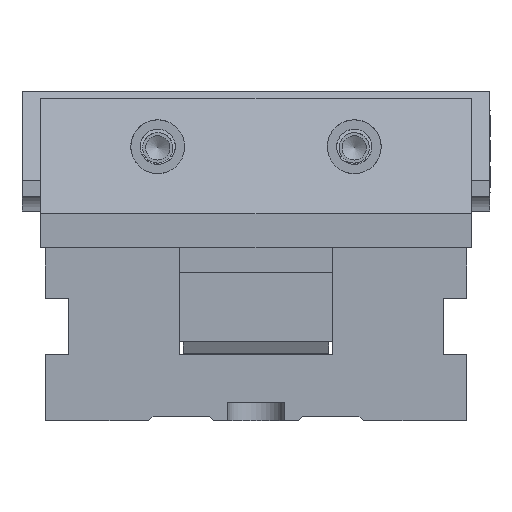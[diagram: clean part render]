
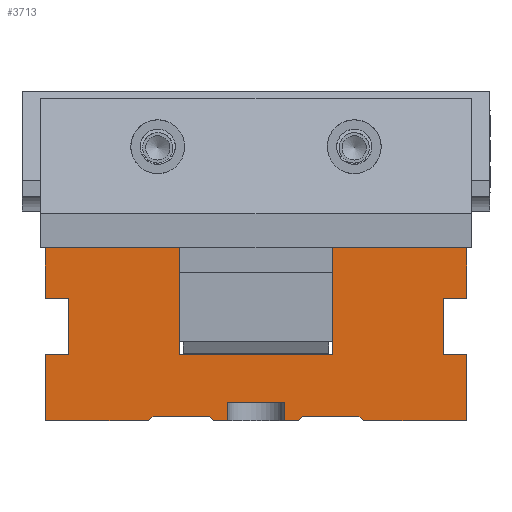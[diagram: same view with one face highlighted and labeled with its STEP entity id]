
A CAD part, left-side view. The second image highlights one B-rep face of the part: STEP entity #3713.
In plain terms, the highlighted planar face has unit normal (-1, 0, 0).
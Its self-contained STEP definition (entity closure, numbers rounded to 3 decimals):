
#3713=ADVANCED_FACE('',(#4373),#4118,.T.);
#4118=PLANE('',#10053);
#4373=FACE_OUTER_BOUND('',#4654,.T.);
#4654=EDGE_LOOP('',(#5280,#5281,#5282,#5283,#5284,#5285,#5286,#5287,#5288,
#5289,#5290,#5291,#5292,#5293,#5294,#5295,#5296,#5297,#5298,#5299,#5300,
#5301,#5302,#5303,#5304,#5305,#5306,#5307));
#5280=ORIENTED_EDGE('',*,*,#7838,.F.);
#5281=ORIENTED_EDGE('',*,*,#7779,.T.);
#5282=ORIENTED_EDGE('',*,*,#7839,.F.);
#5283=ORIENTED_EDGE('',*,*,#7840,.F.);
#5284=ORIENTED_EDGE('',*,*,#7841,.F.);
#5285=ORIENTED_EDGE('',*,*,#7775,.T.);
#5286=ORIENTED_EDGE('',*,*,#7842,.F.);
#5287=ORIENTED_EDGE('',*,*,#7843,.F.);
#5288=ORIENTED_EDGE('',*,*,#7801,.F.);
#5289=ORIENTED_EDGE('',*,*,#7795,.T.);
#5290=ORIENTED_EDGE('',*,*,#7837,.T.);
#5291=ORIENTED_EDGE('',*,*,#7844,.F.);
#5292=ORIENTED_EDGE('',*,*,#7845,.F.);
#5293=ORIENTED_EDGE('',*,*,#7846,.F.);
#5294=ORIENTED_EDGE('',*,*,#7808,.T.);
#5295=ORIENTED_EDGE('',*,*,#7756,.T.);
#5296=ORIENTED_EDGE('',*,*,#7847,.F.);
#5297=ORIENTED_EDGE('',*,*,#7848,.F.);
#5298=ORIENTED_EDGE('',*,*,#7849,.F.);
#5299=ORIENTED_EDGE('',*,*,#7760,.T.);
#5300=ORIENTED_EDGE('',*,*,#7792,.F.);
#5301=ORIENTED_EDGE('',*,*,#7850,.F.);
#5302=ORIENTED_EDGE('',*,*,#7851,.F.);
#5303=ORIENTED_EDGE('',*,*,#7852,.F.);
#5304=ORIENTED_EDGE('',*,*,#7853,.F.);
#5305=ORIENTED_EDGE('',*,*,#7766,.T.);
#5306=ORIENTED_EDGE('',*,*,#7770,.F.);
#5307=ORIENTED_EDGE('',*,*,#7854,.F.);
#7078=VERTEX_POINT('',#12629);
#7079=VERTEX_POINT('',#12631);
#7082=VERTEX_POINT('',#12638);
#7083=VERTEX_POINT('',#12640);
#7088=VERTEX_POINT('',#12651);
#7089=VERTEX_POINT('',#12653);
#7091=VERTEX_POINT('',#12659);
#7095=VERTEX_POINT('',#12669);
#7096=VERTEX_POINT('',#12671);
#7099=VERTEX_POINT('',#12677);
#7100=VERTEX_POINT('',#12679);
#7111=VERTEX_POINT('',#12703);
#7114=VERTEX_POINT('',#12710);
#7115=VERTEX_POINT('',#12712);
#7119=VERTEX_POINT('',#12723);
#7125=VERTEX_POINT('',#12738);
#7148=VERTEX_POINT('',#12794);
#7149=VERTEX_POINT('',#12798);
#7150=VERTEX_POINT('',#12800);
#7151=VERTEX_POINT('',#12802);
#7152=VERTEX_POINT('',#12805);
#7153=VERTEX_POINT('',#12808);
#7154=VERTEX_POINT('',#12810);
#7155=VERTEX_POINT('',#12813);
#7156=VERTEX_POINT('',#12815);
#7157=VERTEX_POINT('',#12818);
#7158=VERTEX_POINT('',#12820);
#7159=VERTEX_POINT('',#12822);
#7756=EDGE_CURVE('',#7079,#7078,#8702,.T.);
#7760=EDGE_CURVE('',#7083,#7082,#8706,.T.);
#7766=EDGE_CURVE('',#7089,#7088,#8711,.T.);
#7770=EDGE_CURVE('',#7091,#7088,#8714,.T.);
#7775=EDGE_CURVE('',#7096,#7095,#8718,.T.);
#7779=EDGE_CURVE('',#7100,#7099,#8721,.T.);
#7792=EDGE_CURVE('',#7111,#7082,#8731,.T.);
#7795=EDGE_CURVE('',#7115,#7114,#8734,.T.);
#7801=EDGE_CURVE('',#7115,#7119,#8737,.T.);
#7808=EDGE_CURVE('',#7125,#7079,#8744,.T.);
#7837=EDGE_CURVE('',#7114,#7148,#8770,.T.);
#7838=EDGE_CURVE('',#7100,#7149,#8771,.T.);
#7839=EDGE_CURVE('',#7150,#7099,#8772,.T.);
#7840=EDGE_CURVE('',#7151,#7150,#8773,.T.);
#7841=EDGE_CURVE('',#7096,#7151,#8774,.T.);
#7842=EDGE_CURVE('',#7152,#7095,#8775,.T.);
#7843=EDGE_CURVE('',#7119,#7152,#8776,.T.);
#7844=EDGE_CURVE('',#7153,#7148,#8777,.T.);
#7845=EDGE_CURVE('',#7154,#7153,#8778,.T.);
#7846=EDGE_CURVE('',#7125,#7154,#8779,.T.);
#7847=EDGE_CURVE('',#7155,#7078,#8780,.T.);
#7848=EDGE_CURVE('',#7156,#7155,#8781,.T.);
#7849=EDGE_CURVE('',#7083,#7156,#8782,.T.);
#7850=EDGE_CURVE('',#7157,#7111,#8783,.T.);
#7851=EDGE_CURVE('',#7158,#7157,#8784,.T.);
#7852=EDGE_CURVE('',#7159,#7158,#8785,.T.);
#7853=EDGE_CURVE('',#7089,#7159,#8786,.T.);
#7854=EDGE_CURVE('',#7149,#7091,#8787,.T.);
#8702=LINE('',#12630,#9364);
#8706=LINE('',#12639,#9368);
#8711=LINE('',#12652,#9373);
#8714=LINE('',#12660,#9376);
#8718=LINE('',#12670,#9380);
#8721=LINE('',#12678,#9383);
#8731=LINE('',#12704,#9393);
#8734=LINE('',#12711,#9396);
#8737=LINE('',#12722,#9399);
#8744=LINE('',#12737,#9406);
#8770=LINE('',#12795,#9432);
#8771=LINE('',#12797,#9433);
#8772=LINE('',#12799,#9434);
#8773=LINE('',#12801,#9435);
#8774=LINE('',#12803,#9436);
#8775=LINE('',#12804,#9437);
#8776=LINE('',#12806,#9438);
#8777=LINE('',#12807,#9439);
#8778=LINE('',#12809,#9440);
#8779=LINE('',#12811,#9441);
#8780=LINE('',#12812,#9442);
#8781=LINE('',#12814,#9443);
#8782=LINE('',#12816,#9444);
#8783=LINE('',#12817,#9445);
#8784=LINE('',#12819,#9446);
#8785=LINE('',#12821,#9447);
#8786=LINE('',#12823,#9448);
#8787=LINE('',#12824,#9449);
#9364=VECTOR('',#10674,1.);
#9368=VECTOR('',#10680,1.);
#9373=VECTOR('',#10689,1.);
#9376=VECTOR('',#10696,1.);
#9380=VECTOR('',#10704,1.);
#9383=VECTOR('',#10709,1.);
#9393=VECTOR('',#10727,1.);
#9396=VECTOR('',#10732,1.);
#9399=VECTOR('',#10743,1.);
#9406=VECTOR('',#10754,1.);
#9432=VECTOR('',#10796,1.);
#9433=VECTOR('',#10799,1.);
#9434=VECTOR('',#10800,1.);
#9435=VECTOR('',#10801,1.);
#9436=VECTOR('',#10802,1.);
#9437=VECTOR('',#10803,1.);
#9438=VECTOR('',#10804,1.);
#9439=VECTOR('',#10805,1.);
#9440=VECTOR('',#10806,1.);
#9441=VECTOR('',#10807,1.);
#9442=VECTOR('',#10808,1.);
#9443=VECTOR('',#10809,1.);
#9444=VECTOR('',#10810,1.);
#9445=VECTOR('',#10811,1.);
#9446=VECTOR('',#10812,1.);
#9447=VECTOR('',#10813,1.);
#9448=VECTOR('',#10814,1.);
#9449=VECTOR('',#10815,1.);
#10053=AXIS2_PLACEMENT_3D('',#12825,#10816,#10817);
#10674=DIRECTION('',(0.,1.,0.));
#10680=DIRECTION('',(0.,1.,0.));
#10689=DIRECTION('',(0.,-1.,0.));
#10696=DIRECTION('',(0.,0.707,-0.707));
#10704=DIRECTION('',(0.,-1.,0.));
#10709=DIRECTION('',(0.,-1.,0.));
#10727=DIRECTION('',(0.,0.,1.));
#10732=DIRECTION('',(0.,-1.,0.));
#10743=DIRECTION('',(0.,0.707,0.707));
#10754=DIRECTION('',(0.,0.,1.));
#10796=DIRECTION('',(0.,0.,1.));
#10799=DIRECTION('',(0.,0.707,0.707));
#10800=DIRECTION('',(0.,0.,-1.));
#10801=DIRECTION('',(0.,1.,0.));
#10802=DIRECTION('',(0.,0.,1.));
#10803=DIRECTION('',(0.,0.707,-0.707));
#10804=DIRECTION('',(0.,1.,0.));
#10805=DIRECTION('',(0.,-1.,0.));
#10806=DIRECTION('',(0.,0.,-1.));
#10807=DIRECTION('',(0.,1.,0.));
#10808=DIRECTION('',(0.,0.,1.));
#10809=DIRECTION('',(0.,-1.,0.));
#10810=DIRECTION('',(0.,0.,-1.));
#10811=DIRECTION('',(0.,1.,0.));
#10812=DIRECTION('',(0.,0.,1.));
#10813=DIRECTION('',(0.,-1.,0.));
#10814=DIRECTION('',(0.,0.,1.));
#10815=DIRECTION('',(0.,1.,0.));
#10816=DIRECTION('',(-1.,0.,0.));
#10817=DIRECTION('',(0.,0.,1.));
#12629=CARTESIAN_POINT('',(-182.001,-16.45,19.6));
#12630=CARTESIAN_POINT('',(-182.001,0.,19.6));
#12631=CARTESIAN_POINT('',(-182.001,-45.,19.6));
#12638=CARTESIAN_POINT('',(-182.001,45.,19.6));
#12639=CARTESIAN_POINT('',(-182.001,0.,19.6));
#12640=CARTESIAN_POINT('',(-182.001,16.45,19.6));
#12651=CARTESIAN_POINT('',(-182.001,23.,-17.4));
#12652=CARTESIAN_POINT('',(-182.001,0.,-17.4));
#12653=CARTESIAN_POINT('',(-182.001,45.,-17.4));
#12659=CARTESIAN_POINT('',(-182.001,22.,-16.4));
#12660=CARTESIAN_POINT('',(-182.001,11.65,-6.05));
#12669=CARTESIAN_POINT('',(-182.001,-9.,-17.4));
#12670=CARTESIAN_POINT('',(-182.001,0.,-17.4));
#12671=CARTESIAN_POINT('',(-182.001,-6.,-17.4));
#12677=CARTESIAN_POINT('',(-182.001,6.,-17.4));
#12678=CARTESIAN_POINT('',(-182.001,0.,-17.4));
#12679=CARTESIAN_POINT('',(-182.001,9.,-17.4));
#12703=CARTESIAN_POINT('',(-182.001,45.,8.8));
#12704=CARTESIAN_POINT('',(-182.001,45.,-17.7));
#12710=CARTESIAN_POINT('',(-182.001,-45.,-17.4));
#12711=CARTESIAN_POINT('',(-182.001,0.,-17.4));
#12712=CARTESIAN_POINT('',(-182.001,-23.,-17.4));
#12722=CARTESIAN_POINT('',(-182.001,-11.65,-6.05));
#12723=CARTESIAN_POINT('',(-182.001,-22.,-16.4));
#12737=CARTESIAN_POINT('',(-182.001,-45.,-17.7));
#12738=CARTESIAN_POINT('',(-182.001,-45.,8.8));
#12794=CARTESIAN_POINT('',(-182.001,-45.,-3.2));
#12795=CARTESIAN_POINT('',(-182.001,-45.,-17.7));
#12797=CARTESIAN_POINT('',(-182.001,4.35,-22.05));
#12798=CARTESIAN_POINT('',(-182.001,10.,-16.4));
#12799=CARTESIAN_POINT('',(-182.001,6.,-17.7));
#12800=CARTESIAN_POINT('',(-182.001,6.,-13.4));
#12801=CARTESIAN_POINT('',(-182.001,0.,-13.4));
#12802=CARTESIAN_POINT('',(-182.001,-6.,-13.4));
#12803=CARTESIAN_POINT('',(-182.001,-6.,-17.7));
#12804=CARTESIAN_POINT('',(-182.001,-4.35,-22.05));
#12805=CARTESIAN_POINT('',(-182.001,-10.,-16.4));
#12806=CARTESIAN_POINT('',(-182.001,0.,-16.4));
#12807=CARTESIAN_POINT('',(-182.001,0.,-3.2));
#12808=CARTESIAN_POINT('',(-182.001,-40.,-3.2));
#12809=CARTESIAN_POINT('',(-182.001,-40.,-17.7));
#12810=CARTESIAN_POINT('',(-182.001,-40.,8.8));
#12811=CARTESIAN_POINT('',(-182.001,0.,8.8));
#12812=CARTESIAN_POINT('',(-182.001,-16.45,-17.7));
#12813=CARTESIAN_POINT('',(-182.001,-16.45,-3.1));
#12814=CARTESIAN_POINT('',(-182.001,0.,-3.1));
#12815=CARTESIAN_POINT('',(-182.001,16.45,-3.1));
#12816=CARTESIAN_POINT('',(-182.001,16.45,-17.7));
#12817=CARTESIAN_POINT('',(-182.001,0.,8.8));
#12818=CARTESIAN_POINT('',(-182.001,40.,8.8));
#12819=CARTESIAN_POINT('',(-182.001,40.,-17.7));
#12820=CARTESIAN_POINT('',(-182.001,40.,-3.2));
#12821=CARTESIAN_POINT('',(-182.001,0.,-3.2));
#12822=CARTESIAN_POINT('',(-182.001,45.,-3.2));
#12823=CARTESIAN_POINT('',(-182.001,45.,-17.7));
#12824=CARTESIAN_POINT('',(-182.001,0.,-16.4));
#12825=CARTESIAN_POINT('',(-182.001,0.,-17.7));
